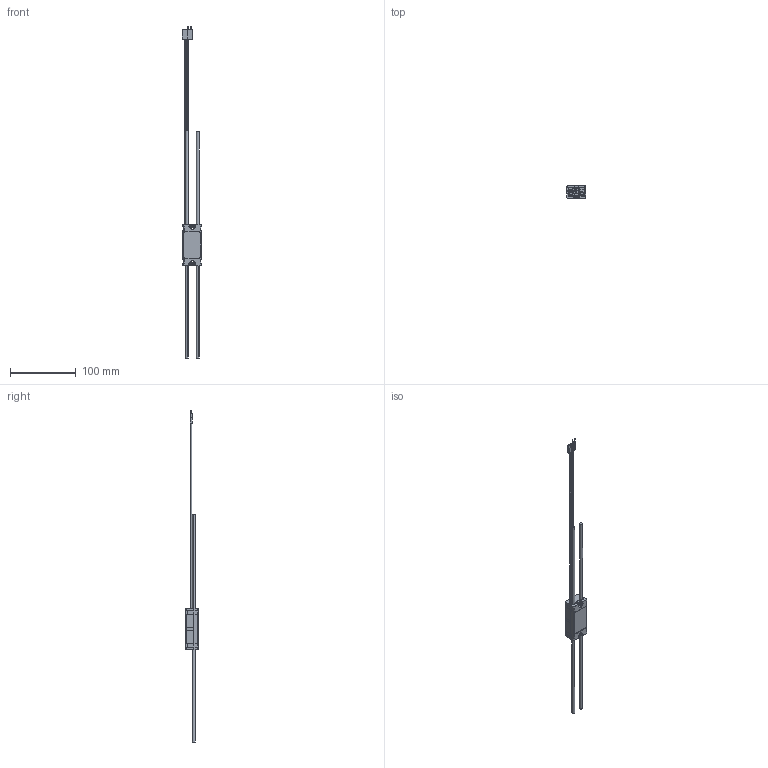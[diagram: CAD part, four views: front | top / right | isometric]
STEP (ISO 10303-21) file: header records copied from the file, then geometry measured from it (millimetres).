
FILE_DESCRIPTION (( 'STEP AP214' ), '1' );
FILE_NAME ('217-9191 20171121.STEP', '2017-11-21T22:08:29', ( '' ), ( '' ), 'SwSTEP 2.0', 'SolidWorks 2017', '' );
FILE_SCHEMA (( 'AUTOMOTIVE_DESIGN' ));
Length unit declared in the file: millimetre
Products named in the file (18): 217-9191-004 Rev2; 217-9191 20171121; 217-9191-001 Rev3; 217-9191-912 Rev1_Black; 217-9191-002 Rev3; 217-9191-007 Rev1_92005A071; 217-9191-006 Rev2; 217-9191-008 Rev1; 217-9191-005 Rev1; 217-9191-916 Rev1; 217-9191-911 Rev1_RED; 217-9191-915 Rev1; 217-9090-018 Rev1; 217-9191-914 Rev1_Black; 217-9191-003 Rev1; 217-9191-913 Rev1_White; 217-9191-017 Rev1; 217-9090-019 Rev1
Assembly tree (27 placements, depth 2):
  217-9191 20171121
    217-9191-001 Rev3
    217-9191-002 Rev3
    217-9191-003 Rev1
    217-9191-004 Rev2  x2
    217-9191-006 Rev2
    217-9191-911 Rev1_RED
    217-9191-912 Rev1_Black
    217-9191-913 Rev1_White
    217-9191-914 Rev1_Black
    217-9191-915 Rev1  x2
    217-9191-916 Rev1  x2
    217-9191-005 Rev1
    217-9191-007 Rev1_92005A071  x2
    217-9191-008 Rev1  x4
    217-9090-018 Rev1  x2
    217-9090-019 Rev1  x2
    217-9191-017 Rev1  x2
Bounding box: 30.33 x 19.5 x 504.96 mm (x, y, z)
Volume: 31556.6 mm3; surface area: 39186.3 mm2
Topology: 27 solids, 27 shells, 4442 faces, 10614 edges, 5868 vertices
Faces by surface type: cylinder 1554, bspline 1230, plane 937, sphere 392, torus 212, cone 117
Entity records: 122319 total; most frequent: CARTESIAN_POINT 44732, ORIENTED_EDGE 17214, DIRECTION 14839, EDGE_CURVE 8607, AXIS2_PLACEMENT_3D 5870, VERTEX_POINT 4893, EDGE_LOOP 3822, ADVANCED_FACE 3759
